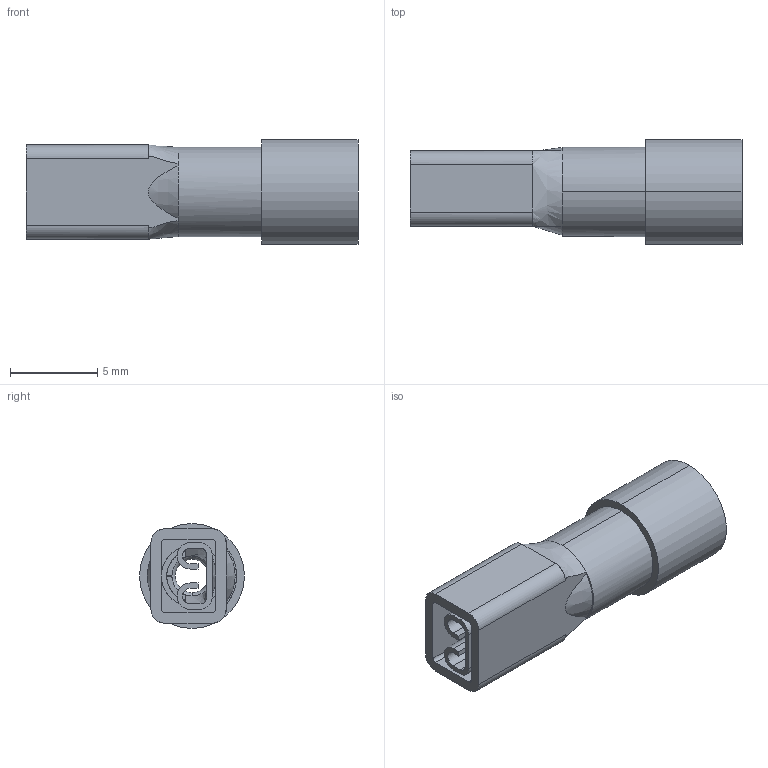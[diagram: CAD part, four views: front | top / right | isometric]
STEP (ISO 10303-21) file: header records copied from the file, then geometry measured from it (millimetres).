
FILE_DESCRIPTION (( 'STEP AP203' ), '1' );
FILE_NAME ('80395.STEP', '2025-07-10T14:57:34', ( '' ), ( '' ), 'SwSTEP 2.0', 'SolidWorks 2022', '' );
FILE_SCHEMA (( 'CONFIG_CONTROL_DESIGN' ));
Length unit declared in the file: millimetre
Products named in the file (1): 80395
Bounding box: 19 x 6 x 6 mm (x, y, z)
Volume: 265 mm3; surface area: 1063.9 mm2
Topology: 2 solids, 2 shells, 107 faces, 300 edges, 197 vertices
Faces by surface type: plane 39, cylinder 38, torus 14, cone 12, bspline 4
Entity records: 3947 total; most frequent: CARTESIAN_POINT 1104, ORIENTED_EDGE 600, DIRECTION 572, EDGE_CURVE 300, AXIS2_PLACEMENT_3D 221, VERTEX_POINT 197, VECTOR 130, LINE 130
